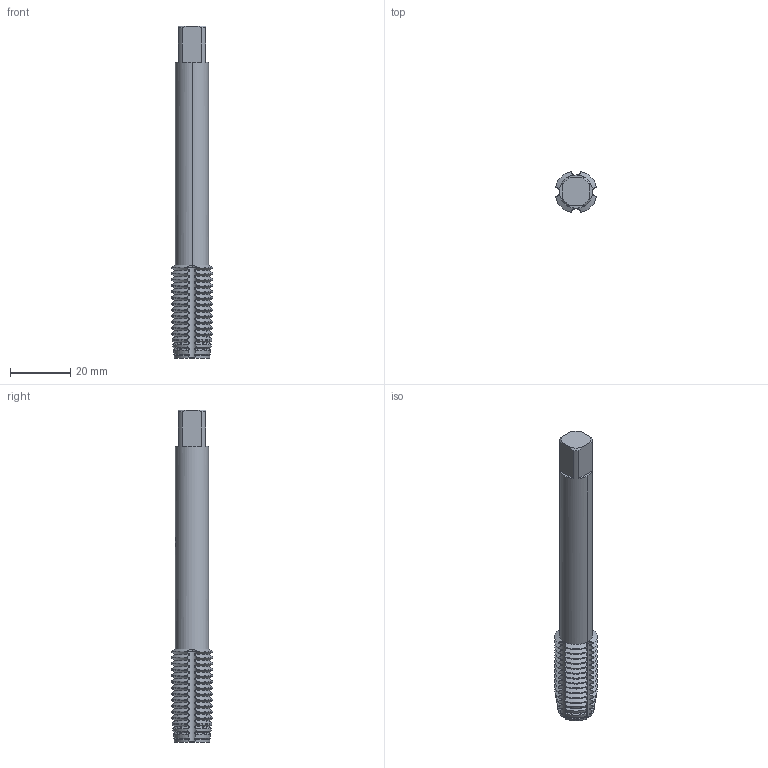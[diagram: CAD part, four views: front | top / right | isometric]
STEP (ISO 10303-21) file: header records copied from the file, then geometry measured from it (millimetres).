
FILE_DESCRIPTION(('no description'),'unknown implementation level');
FILE_NAME('solidd7RM2upeqJ9Z_RfHlWrR7b2Fk9Y_1.STP',' ',('CIM GmbH Aachen'),('CADClick - KiM GmbH - www.kimweb.de'),'unknown preprocess','ACIS','unknown authorization');
FILE_SCHEMA(('automotive_design'));
Length unit declared in the file: millimetre
Products named in the file (2): 1; 2
Bounding box: 13.65 x 13.65 x 110 mm (x, y, z)
Volume: 11009.1 mm3; surface area: 6924.8 mm2
Topology: 2 solids, 2 shells, 409 faces, 1207 edges, 802 vertices
Faces by surface type: cone 158, cylinder 130, plane 113, torus 8
Entity records: 29250 total; most frequent: CARTESIAN_POINT 5289, STYLED_ITEM 2420, PRESENTATION_STYLE_ASSIGNMENT 2420, COLOUR_RGB 2420, ORIENTED_EDGE 2414, DIRECTION 2031, EDGE_CURVE 1207, CURVE_STYLE 1207
